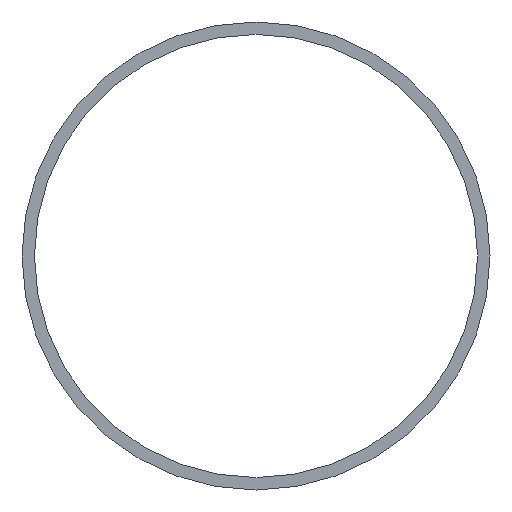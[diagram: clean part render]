
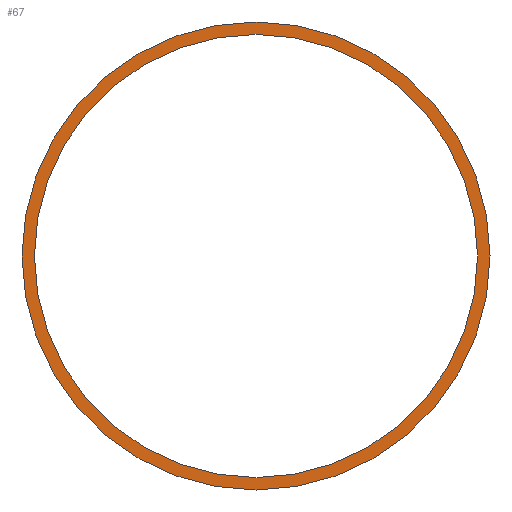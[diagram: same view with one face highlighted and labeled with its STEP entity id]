
A CAD part, front view. The second image highlights one B-rep face of the part: STEP entity #67.
In plain terms, the highlighted planar face has unit normal (0, -1, 0).
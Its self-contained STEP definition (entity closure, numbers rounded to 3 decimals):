
#19=FACE_BOUND('',#30,.T.);
#21=PLANE('',#90);
#25=FACE_OUTER_BOUND('',#29,.T.);
#29=EDGE_LOOP('',(#59));
#30=EDGE_LOOP('',(#60));
#38=CIRCLE('',#86,32.1);
#40=CIRCLE('',#89,33.9);
#42=VERTEX_POINT('',#122);
#44=VERTEX_POINT('',#128);
#47=EDGE_CURVE('',#42,#42,#38,.T.);
#50=EDGE_CURVE('',#44,#44,#40,.T.);
#59=ORIENTED_EDGE('',*,*,#50,.F.);
#60=ORIENTED_EDGE('',*,*,#47,.F.);
#67=ADVANCED_FACE('',(#25,#19),#21,.F.);
#86=AXIS2_PLACEMENT_3D('',#124,#102,#103);
#89=AXIS2_PLACEMENT_3D('',#130,#109,#110);
#90=AXIS2_PLACEMENT_3D('',#131,#111,#112);
#102=DIRECTION('center_axis',(0.,-1.,0.));
#103=DIRECTION('ref_axis',(1.,0.,0.));
#109=DIRECTION('center_axis',(0.,1.,0.));
#110=DIRECTION('ref_axis',(1.,0.,0.));
#111=DIRECTION('center_axis',(0.,1.,0.));
#112=DIRECTION('ref_axis',(1.,0.,0.));
#122=CARTESIAN_POINT('',(-32.1,11.,0.));
#124=CARTESIAN_POINT('Origin',(0.,11.,0.));
#128=CARTESIAN_POINT('',(-33.9,11.,0.));
#130=CARTESIAN_POINT('Origin',(0.,11.,0.));
#131=CARTESIAN_POINT('Origin',(0.,11.,0.));
